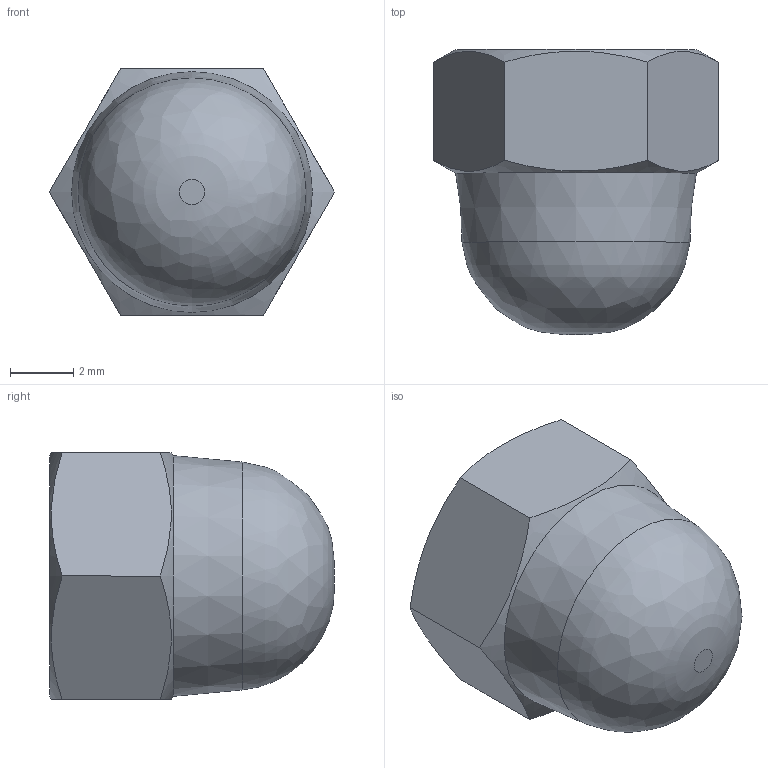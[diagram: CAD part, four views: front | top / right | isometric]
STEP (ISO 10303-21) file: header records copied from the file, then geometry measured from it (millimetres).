
FILE_DESCRIPTION(/* description */ ('STEP AP203'),/* implementation_level */ '2;1');
FILE_NAME(/* name */ 'M5 Dome nut_ipt_8b903fb9.STEP',/* time_stamp */ '2021-01-13T01:28:02+03:00',/* author */ (''),/* organization */ (''),/* preprocessor_version */ 'ST-DEVELOPER v18.1',/* originating_system */ 'Autodesk Inventor 2021',/* authorisation */ '');
FILE_SCHEMA (('AUTOMOTIVE_DESIGN { 1 0 10303 214 3 1 1 }'));
Length unit declared in the file: millimetre
Products named in the file (1): M5 Dome nut
Bounding box: 9.01 x 9 x 7.8 mm (x, y, z)
Volume: 243 mm3; surface area: 421.1 mm2
Topology: 1 solids, 1 shells, 81 faces, 216 edges, 146 vertices
Faces by surface type: plane 44, bspline 23, cylinder 10, cone 4
Full cylindrical faces by diameter (mm): 4.284 x3, 5.15 x5
Entity records: 6042 total; most frequent: CARTESIAN_POINT 4162, ORIENTED_EDGE 432, DIRECTION 290, EDGE_CURVE 216, VERTEX_POINT 146, LINE 112, VECTOR 112, EDGE_LOOP 90
